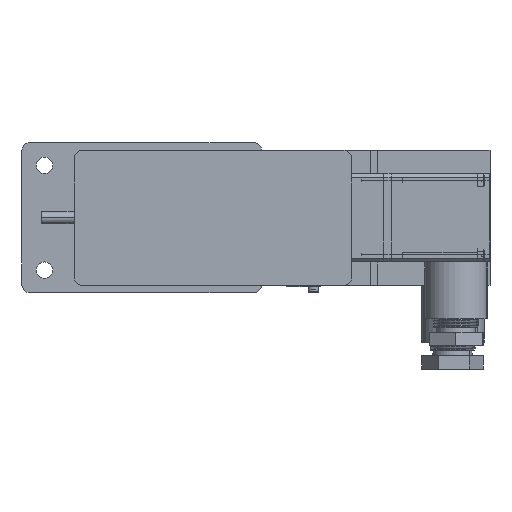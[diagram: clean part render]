
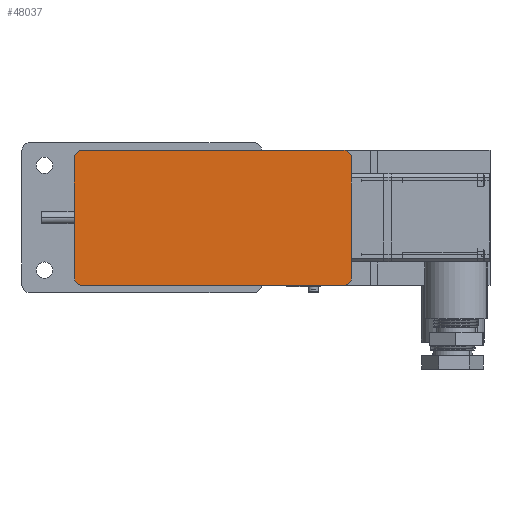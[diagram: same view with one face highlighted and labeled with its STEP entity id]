
A CAD part, front view. The second image highlights one B-rep face of the part: STEP entity #48037.
In plain terms, the highlighted face is planar.
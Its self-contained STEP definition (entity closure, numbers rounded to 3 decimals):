
#466 = VERTEX_POINT ( 'NONE', #14866 ) ;
#1155 = ORIENTED_EDGE ( 'NONE', *, *, #8632, .T. ) ;
#2652 = CIRCLE ( 'NONE', #35158, 5. ) ;
#2768 = CARTESIAN_POINT ( 'NONE',  ( -92.5, 45., 51. ) ) ;
#3228 = AXIS2_PLACEMENT_3D ( 'NONE', #28798, #36092, #47811 ) ;
#3331 = CARTESIAN_POINT ( 'NONE',  ( -92.5, 40., 51. ) ) ;
#3834 = DIRECTION ( 'NONE',  ( 1., 0., 0. ) ) ;
#4863 = PLANE ( 'NONE',  #48802 ) ;
#5056 = CIRCLE ( 'NONE', #20054, 5. ) ;
#5236 = ORIENTED_EDGE ( 'NONE', *, *, #19371, .T. ) ;
#6297 = CARTESIAN_POINT ( 'NONE',  ( 87.5, -45., 51. ) ) ;
#6493 = VECTOR ( 'NONE', #12275, 1000. ) ;
#6975 = LINE ( 'NONE', #2768, #47645 ) ;
#7101 = ORIENTED_EDGE ( 'NONE', *, *, #37641, .T. ) ;
#7616 = CARTESIAN_POINT ( 'NONE',  ( -92.5, 45., 51. ) ) ;
#8632 = EDGE_CURVE ( 'NONE', #9052, #15966, #50318, .T. ) ;
#9052 = VERTEX_POINT ( 'NONE', #18162 ) ;
#9201 = CARTESIAN_POINT ( 'NONE',  ( 87.5, 40., 51. ) ) ;
#9730 = ORIENTED_EDGE ( 'NONE', *, *, #44041, .T. ) ;
#10330 = DIRECTION ( 'NONE',  ( 1., 0., 0. ) ) ;
#10730 = DIRECTION ( 'NONE',  ( 1., 0., 0. ) ) ;
#10783 = CARTESIAN_POINT ( 'NONE',  ( 92.5, -40., 51. ) ) ;
#10897 = VERTEX_POINT ( 'NONE', #47662 ) ;
#12188 = DIRECTION ( 'NONE',  ( 0., 0., 1. ) ) ;
#12209 = CARTESIAN_POINT ( 'NONE',  ( 92.5, 45., 51. ) ) ;
#12275 = DIRECTION ( 'NONE',  ( 0., -1., 0. ) ) ;
#13080 = EDGE_CURVE ( 'NONE', #466, #39607, #50664, .T. ) ;
#14866 = CARTESIAN_POINT ( 'NONE',  ( -87.5, 45., 51. ) ) ;
#14975 = CARTESIAN_POINT ( 'NONE',  ( 87.5, 45., 51. ) ) ;
#15966 = VERTEX_POINT ( 'NONE', #6297 ) ;
#16665 = ORIENTED_EDGE ( 'NONE', *, *, #17537, .T. ) ;
#17237 = CARTESIAN_POINT ( 'NONE',  ( -87.5, -40., 51. ) ) ;
#17537 = EDGE_CURVE ( 'NONE', #10897, #9052, #2652, .T. ) ;
#17740 = VECTOR ( 'NONE', #19541, 1000. ) ;
#18162 = CARTESIAN_POINT ( 'NONE',  ( -87.5, -45., 51. ) ) ;
#18588 = EDGE_CURVE ( 'NONE', #20281, #22362, #51294, .T. ) ;
#19371 = EDGE_CURVE ( 'NONE', #22362, #30270, #5056, .T. ) ;
#19541 = DIRECTION ( 'NONE',  ( 0., 1., 0. ) ) ;
#20054 = AXIS2_PLACEMENT_3D ( 'NONE', #9201, #49534, #29732 ) ;
#20281 = VERTEX_POINT ( 'NONE', #10783 ) ;
#21432 = DIRECTION ( 'NONE',  ( 1., 0., 0. ) ) ;
#22267 = EDGE_LOOP ( 'NONE', ( #44150, #16665, #1155, #7101, #28911, #5236, #9730, #43516 ) ) ;
#22362 = VERTEX_POINT ( 'NONE', #38286 ) ;
#27373 = LINE ( 'NONE', #7616, #6493 ) ;
#28798 = CARTESIAN_POINT ( 'NONE',  ( -87.5, 40., 51. ) ) ;
#28911 = ORIENTED_EDGE ( 'NONE', *, *, #18588, .T. ) ;
#29732 = DIRECTION ( 'NONE',  ( 1., 0., 0. ) ) ;
#29912 = CIRCLE ( 'NONE', #39870, 5. ) ;
#30091 = CARTESIAN_POINT ( 'NONE',  ( 87.5, -40., 51. ) ) ;
#30270 = VERTEX_POINT ( 'NONE', #14975 ) ;
#31967 = CARTESIAN_POINT ( 'NONE',  ( 0., 0., 51. ) ) ;
#32862 = DIRECTION ( 'NONE',  ( 0., 0., 1. ) ) ;
#34578 = DIRECTION ( 'NONE',  ( -1., 0., 0. ) ) ;
#35158 = AXIS2_PLACEMENT_3D ( 'NONE', #17237, #32862, #21432 ) ;
#36092 = DIRECTION ( 'NONE',  ( 0., 0., 1. ) ) ;
#37641 = EDGE_CURVE ( 'NONE', #15966, #20281, #29912, .T. ) ;
#38286 = CARTESIAN_POINT ( 'NONE',  ( 92.5, 40., 51. ) ) ;
#39607 = VERTEX_POINT ( 'NONE', #3331 ) ;
#39870 = AXIS2_PLACEMENT_3D ( 'NONE', #30091, #41516, #10330 ) ;
#40511 = FACE_OUTER_BOUND ( 'NONE', #22267, .T. ) ;
#41516 = DIRECTION ( 'NONE',  ( 0., 0., 1. ) ) ;
#41670 = CARTESIAN_POINT ( 'NONE',  ( -92.5, -45., 51. ) ) ;
#43516 = ORIENTED_EDGE ( 'NONE', *, *, #13080, .T. ) ;
#44041 = EDGE_CURVE ( 'NONE', #30270, #466, #6975, .T. ) ;
#44150 = ORIENTED_EDGE ( 'NONE', *, *, #51496, .T. ) ;
#47645 = VECTOR ( 'NONE', #34578, 1000. ) ;
#47662 = CARTESIAN_POINT ( 'NONE',  ( -92.5, -40., 51. ) ) ;
#47811 = DIRECTION ( 'NONE',  ( 1., 0., 0. ) ) ;
#48037 = ADVANCED_FACE ( 'NONE', ( #40511 ), #4863, .T. ) ;
#48802 = AXIS2_PLACEMENT_3D ( 'NONE', #31967, #12188, #3834 ) ;
#49534 = DIRECTION ( 'NONE',  ( 0., 0., 1. ) ) ;
#49903 = VECTOR ( 'NONE', #10730, 1000. ) ;
#50318 = LINE ( 'NONE', #41670, #49903 ) ;
#50664 = CIRCLE ( 'NONE', #3228, 5. ) ;
#51294 = LINE ( 'NONE', #12209, #17740 ) ;
#51496 = EDGE_CURVE ( 'NONE', #39607, #10897, #27373, .T. ) ;
